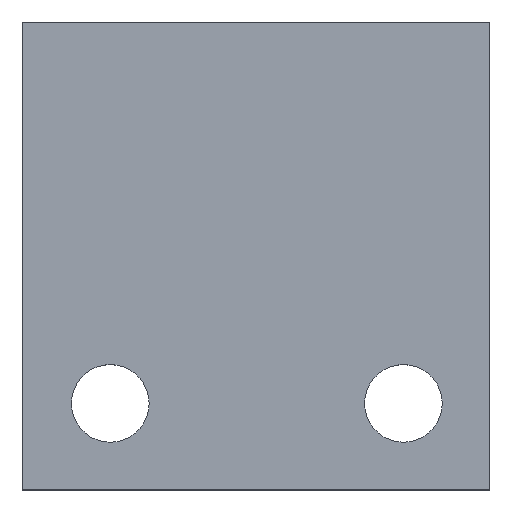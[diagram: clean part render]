
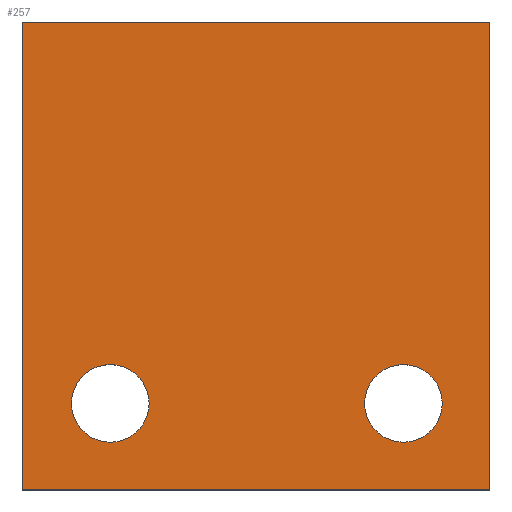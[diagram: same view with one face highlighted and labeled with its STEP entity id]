
A CAD part, top view. The second image highlights one B-rep face of the part: STEP entity #257.
In plain terms, the highlighted planar face has unit normal (0, 0, 1).
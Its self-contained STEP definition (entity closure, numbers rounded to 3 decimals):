
#41 = VERTEX_POINT('',#42);
#42 = CARTESIAN_POINT('',(130.875,-80.35,0.));
#59 = VERTEX_POINT('',#60);
#60 = CARTESIAN_POINT('',(130.875,-80.1,0.));
#66 = EDGE_CURVE('',#41,#59,#67,.T.);
#67 = LINE('',#68,#69);
#68 = CARTESIAN_POINT('',(130.875,-80.35,0.));
#69 = VECTOR('',#70,1.);
#70 = DIRECTION('',(0.,1.,0.));
#81 = VERTEX_POINT('',#82);
#82 = CARTESIAN_POINT('',(130.875,-93.35,0.));
#97 = EDGE_CURVE('',#81,#41,#98,.T.);
#98 = LINE('',#99,#100);
#99 = CARTESIAN_POINT('',(130.875,-93.35,0.));
#100 = VECTOR('',#101,1.);
#101 = DIRECTION('',(0.,1.,0.));
#121 = VERTEX_POINT('',#122);
#122 = CARTESIAN_POINT('',(144.125,-80.1,0.));
#128 = EDGE_CURVE('',#59,#121,#129,.T.);
#129 = LINE('',#130,#131);
#130 = CARTESIAN_POINT('',(130.875,-80.1,0.));
#131 = VECTOR('',#132,1.);
#132 = DIRECTION('',(1.,0.,0.));
#143 = VERTEX_POINT('',#144);
#144 = CARTESIAN_POINT('',(144.125,-93.35,0.));
#159 = EDGE_CURVE('',#143,#81,#160,.T.);
#160 = LINE('',#161,#162);
#161 = CARTESIAN_POINT('',(144.125,-93.35,0.));
#162 = VECTOR('',#163,1.);
#163 = DIRECTION('',(-1.,0.,0.));
#181 = EDGE_CURVE('',#121,#143,#182,.T.);
#182 = LINE('',#183,#184);
#183 = CARTESIAN_POINT('',(144.125,-80.1,0.));
#184 = VECTOR('',#185,1.);
#185 = DIRECTION('',(0.,-1.,0.));
#196 = VERTEX_POINT('',#197);
#197 = CARTESIAN_POINT('',(142.775,-90.9,0.));
#213 = EDGE_CURVE('',#196,#196,#214,.T.);
#214 = CIRCLE('',#215,1.1);
#215 = AXIS2_PLACEMENT_3D('',#216,#217,#218);
#216 = CARTESIAN_POINT('',(141.675,-90.9,0.));
#217 = DIRECTION('',(0.,0.,1.));
#218 = DIRECTION('',(1.,0.,-0.));
#229 = VERTEX_POINT('',#230);
#230 = CARTESIAN_POINT('',(134.475,-90.9,0.));
#246 = EDGE_CURVE('',#229,#229,#247,.T.);
#247 = CIRCLE('',#248,1.1);
#248 = AXIS2_PLACEMENT_3D('',#249,#250,#251);
#249 = CARTESIAN_POINT('',(133.375,-90.9,0.));
#250 = DIRECTION('',(0.,0.,1.));
#251 = DIRECTION('',(1.,0.,-0.));
#257 = ADVANCED_FACE('',(#258,#265,#268),#271,.F.);
#258 = FACE_BOUND('',#259,.F.);
#259 = EDGE_LOOP('',(#260,#261,#262,#263,#264));
#260 = ORIENTED_EDGE('',*,*,#66,.T.);
#261 = ORIENTED_EDGE('',*,*,#128,.T.);
#262 = ORIENTED_EDGE('',*,*,#181,.T.);
#263 = ORIENTED_EDGE('',*,*,#159,.T.);
#264 = ORIENTED_EDGE('',*,*,#97,.T.);
#265 = FACE_BOUND('',#266,.F.);
#266 = EDGE_LOOP('',(#267));
#267 = ORIENTED_EDGE('',*,*,#213,.T.);
#268 = FACE_BOUND('',#269,.F.);
#269 = EDGE_LOOP('',(#270));
#270 = ORIENTED_EDGE('',*,*,#246,.T.);
#271 = PLANE('',#272);
#272 = AXIS2_PLACEMENT_3D('',#273,#274,#275);
#273 = CARTESIAN_POINT('',(137.5,-86.725,0.));
#274 = DIRECTION('',(-0.,-0.,-1.));
#275 = DIRECTION('',(-1.,0.,0.));
